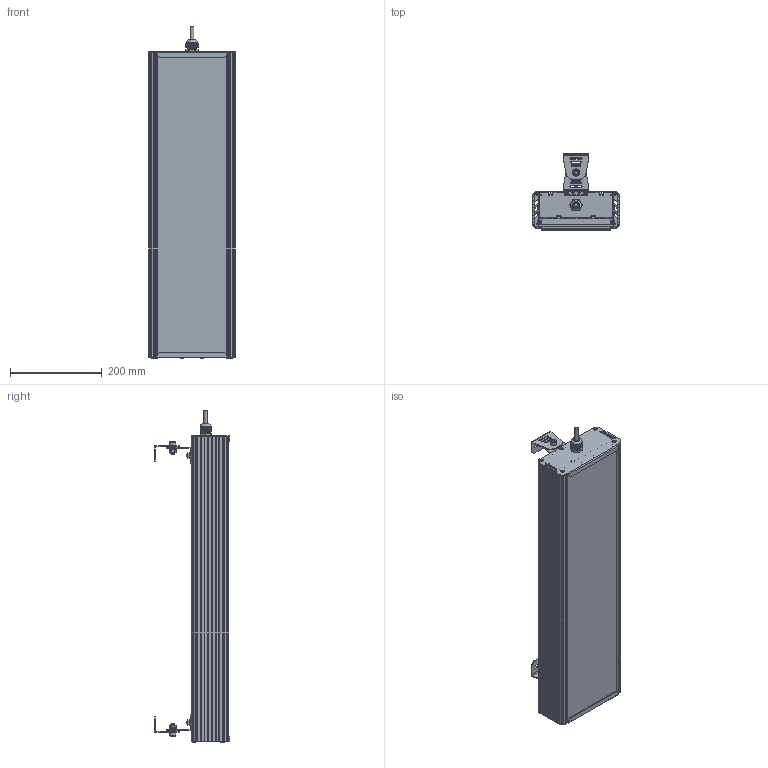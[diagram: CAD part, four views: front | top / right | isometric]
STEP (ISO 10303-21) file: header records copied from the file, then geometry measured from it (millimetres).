
FILE_DESCRIPTION(('STEP AP214'), '1');
FILE_NAME('001.0079.30.000 - ÃÑÏ-Ýêñòðà-140', '2023-10-24T05:08:51', ('Ëóêîíèí'), ('ÎÊÁ Ñâîé Ñòèëü'), 'C3D Converter', 'C3D Toolkit', '');
FILE_SCHEMA(('AUTOMOTIVE_DESIGN { 1 0 10303 214 3 1 1}'));
Length unit declared in the file: millimetre
Products named in the file (32): 001.0079.30.000; 001.0065.01.000
Assembly tree (68 placements, depth 4):
  001.0079.30.000
    (unnamed)
      (unnamed)
      (unnamed)
      (unnamed)
      (unnamed)  x6
      (unnamed)  x6
      (unnamed)
      (unnamed)
      (unnamed)
      (unnamed)
        (unnamed)
      (unnamed)  x14
        (unnamed)
        (unnamed)
        (unnamed)
        (unnamed)
        (unnamed)
        (unnamed)
        (unnamed)
        (unnamed)
        (unnamed)
    001.0065.01.000  x2
      (unnamed)
      (unnamed)
      (unnamed)
      (unnamed)
      (unnamed)
      (unnamed)
      (unnamed)
      (unnamed)
      (unnamed)
Bounding box: 187.37 x 164.65 x 722.43 mm (x, y, z)
Volume: 2016592.2 mm3; surface area: 1582181 mm2
Topology: 488 solids, 488 shells, 5736 faces, 13881 edges, 9269 vertices
Faces by surface type: plane 3832, cylinder 1632, cone 178, bspline 69, sphere 14, torus 11
Full cylindrical faces by diameter (mm): 1 x14, 2 x28, 2.5 x56, 2.8 x350, 3.2 x14, 3.5 x70, 4 x12, 6 x4, 6.375 x2, 8 x16, 8.5 x8, 12 x3, 12.5 x1, 13.333 x2, 16 x5, 18.5 x3, 20 x1, 23.5 x1
Entity records: 94745 total; most frequent: CARTESIAN_POINT 41754, ORIENTED_EDGE 9872, DIRECTION 9070, EDGE_CURVE 4936, VERTEX_POINT 3374, AXIS2_PLACEMENT_3D 3059, LINE 2952, VECTOR 2952
